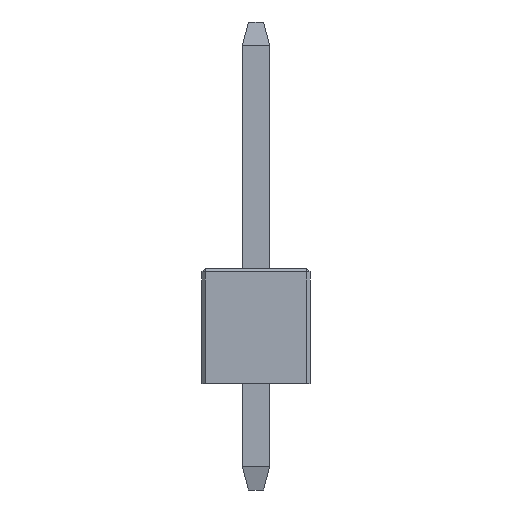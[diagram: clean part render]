
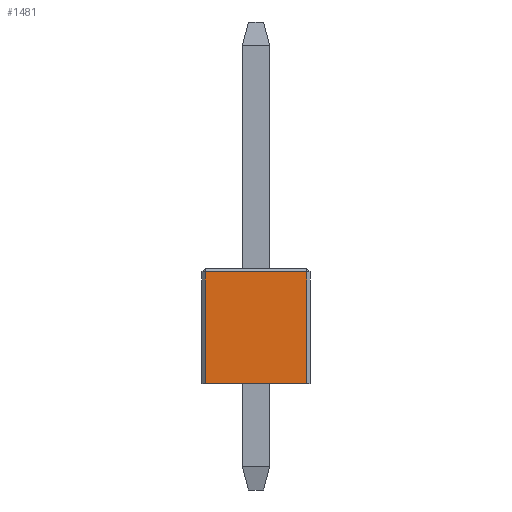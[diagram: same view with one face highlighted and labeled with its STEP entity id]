
A CAD part, front view. The second image highlights one B-rep face of the part: STEP entity #1481.
In plain terms, the highlighted planar face has unit normal (0, -1, 0).
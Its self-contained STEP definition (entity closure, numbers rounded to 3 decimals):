
#35 = EDGE_LOOP ( 'NONE', ( #140, #6818, #8128, #949 ) ) ;
#140 = ORIENTED_EDGE ( 'NONE', *, *, #3593, .T. ) ;
#603 = CARTESIAN_POINT ( 'NONE',  ( -1.195, -1.27, 0. ) ) ;
#678 = DIRECTION ( 'NONE',  ( 0., 1., 0. ) ) ;
#949 = ORIENTED_EDGE ( 'NONE', *, *, #6875, .T. ) ;
#1404 = LINE ( 'NONE', #2889, #1637 ) ;
#1481 = ADVANCED_FACE ( 'NONE', ( #5409 ), #2101, .F. ) ;
#1495 = CARTESIAN_POINT ( 'NONE',  ( -1.195, -1.27, 2.625 ) ) ;
#1637 = VECTOR ( 'NONE', #8370, 1000. ) ;
#1739 = VERTEX_POINT ( 'NONE', #603 ) ;
#2101 = PLANE ( 'NONE',  #8505 ) ;
#2889 = CARTESIAN_POINT ( 'NONE',  ( -1.27, -1.27, 0. ) ) ;
#3146 = VECTOR ( 'NONE', #4170, 1000. ) ;
#3147 = DIRECTION ( 'NONE',  ( -1., 0., 0. ) ) ;
#3297 = DIRECTION ( 'NONE',  ( 0., 0., 1. ) ) ;
#3404 = CARTESIAN_POINT ( 'NONE',  ( 1.195, -1.27, 2.625 ) ) ;
#3431 = VECTOR ( 'NONE', #6098, 1000. ) ;
#3593 = EDGE_CURVE ( 'NONE', #6880, #5070, #3816, .T. ) ;
#3816 = LINE ( 'NONE', #6573, #7705 ) ;
#4170 = DIRECTION ( 'NONE',  ( 0., 0., 1. ) ) ;
#4860 = CARTESIAN_POINT ( 'NONE',  ( -1.27, -1.27, 2.7 ) ) ;
#5070 = VERTEX_POINT ( 'NONE', #1495 ) ;
#5332 = VERTEX_POINT ( 'NONE', #5957 ) ;
#5409 = FACE_OUTER_BOUND ( 'NONE', #35, .T. ) ;
#5957 = CARTESIAN_POINT ( 'NONE',  ( 1.195, -1.27, 0. ) ) ;
#6098 = DIRECTION ( 'NONE',  ( 0., 0., -1. ) ) ;
#6145 = CARTESIAN_POINT ( 'NONE',  ( -1.195, -1.27, 2.7 ) ) ;
#6573 = CARTESIAN_POINT ( 'NONE',  ( -1.27, -1.27, 2.625 ) ) ;
#6818 = ORIENTED_EDGE ( 'NONE', *, *, #7115, .T. ) ;
#6848 = CARTESIAN_POINT ( 'NONE',  ( 1.195, -1.27, 2.7 ) ) ;
#6875 = EDGE_CURVE ( 'NONE', #5332, #6880, #6936, .T. ) ;
#6880 = VERTEX_POINT ( 'NONE', #3404 ) ;
#6936 = LINE ( 'NONE', #6848, #3146 ) ;
#6964 = LINE ( 'NONE', #6145, #3431 ) ;
#7115 = EDGE_CURVE ( 'NONE', #5070, #1739, #6964, .T. ) ;
#7705 = VECTOR ( 'NONE', #3147, 1000. ) ;
#7851 = EDGE_CURVE ( 'NONE', #1739, #5332, #1404, .T. ) ;
#8128 = ORIENTED_EDGE ( 'NONE', *, *, #7851, .T. ) ;
#8370 = DIRECTION ( 'NONE',  ( 1., 0., 0. ) ) ;
#8505 = AXIS2_PLACEMENT_3D ( 'NONE', #4860, #678, #3297 ) ;
